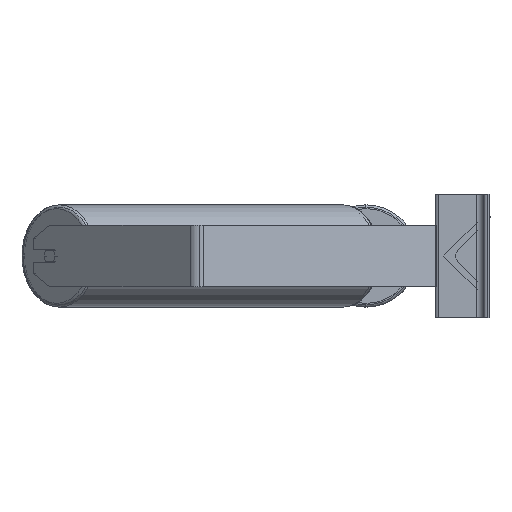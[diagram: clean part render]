
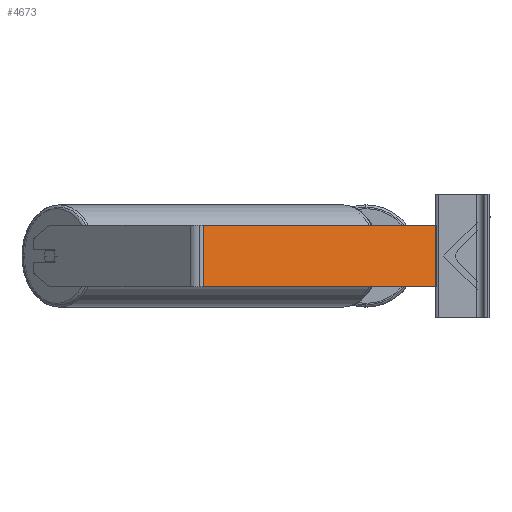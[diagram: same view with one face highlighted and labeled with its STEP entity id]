
A CAD part, left-side view. The second image highlights one B-rep face of the part: STEP entity #4673.
In plain terms, the highlighted planar face has unit normal (-0.94, -0.342, 0).
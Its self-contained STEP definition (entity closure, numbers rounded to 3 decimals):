
#47 = DIRECTION ( 'NONE',  ( -0.342, 0.94, 0. ) ) ;
#781 = DIRECTION ( 'NONE',  ( 0.94, 0.342, 0. ) ) ;
#1318 = LINE ( 'NONE', #9952, #11070 ) ;
#1381 = EDGE_CURVE ( 'NONE', #1988, #3093, #1318, .T. ) ;
#1498 = CARTESIAN_POINT ( 'NONE',  ( -897.904, 312.233, -40. ) ) ;
#1988 = VERTEX_POINT ( 'NONE', #2655 ) ;
#2060 = ORIENTED_EDGE ( 'NONE', *, *, #8957, .T. ) ;
#2522 = DIRECTION ( 'NONE',  ( 0., 0., -1. ) ) ;
#2592 = CARTESIAN_POINT ( 'NONE',  ( -901.391, 321.812, 40. ) ) ;
#2655 = CARTESIAN_POINT ( 'NONE',  ( -897.904, 312.233, 40. ) ) ;
#2923 = ORIENTED_EDGE ( 'NONE', *, *, #6674, .F. ) ;
#3090 = DIRECTION ( 'NONE',  ( 0.342, -0.94, 0. ) ) ;
#3093 = VERTEX_POINT ( 'NONE', #4885 ) ;
#3196 = VECTOR ( 'NONE', #6304, 1000. ) ;
#3498 = AXIS2_PLACEMENT_3D ( 'NONE', #2592, #781, #47 ) ;
#3507 = FACE_OUTER_BOUND ( 'NONE', #8714, .T. ) ;
#3616 = CARTESIAN_POINT ( 'NONE',  ( -897.904, 312.233, 40. ) ) ;
#4057 = CARTESIAN_POINT ( 'NONE',  ( -901.391, 321.812, -40. ) ) ;
#4160 = CARTESIAN_POINT ( 'NONE',  ( -787.518, 8.948, 40. ) ) ;
#4673 = ADVANCED_FACE ( 'NONE', ( #3507 ), #7946, .F. ) ;
#4885 = CARTESIAN_POINT ( 'NONE',  ( -787.518, 8.948, 40. ) ) ;
#4918 = VERTEX_POINT ( 'NONE', #6328 ) ;
#5064 = LINE ( 'NONE', #4160, #6415 ) ;
#5905 = ORIENTED_EDGE ( 'NONE', *, *, #1381, .F. ) ;
#6187 = LINE ( 'NONE', #3616, #3196 ) ;
#6304 = DIRECTION ( 'NONE',  ( 0., 0., -1. ) ) ;
#6328 = CARTESIAN_POINT ( 'NONE',  ( -787.518, 8.948, -40. ) ) ;
#6415 = VECTOR ( 'NONE', #2522, 1000. ) ;
#6674 = EDGE_CURVE ( 'NONE', #3093, #4918, #5064, .T. ) ;
#6814 = VECTOR ( 'NONE', #10324, 1000. ) ;
#7562 = VERTEX_POINT ( 'NONE', #1498 ) ;
#7946 = PLANE ( 'NONE',  #3498 ) ;
#8382 = LINE ( 'NONE', #4057, #6814 ) ;
#8714 = EDGE_LOOP ( 'NONE', ( #2060, #2923, #5905, #10074 ) ) ;
#8957 = EDGE_CURVE ( 'NONE', #7562, #4918, #8382, .T. ) ;
#9952 = CARTESIAN_POINT ( 'NONE',  ( -901.391, 321.812, 40. ) ) ;
#10074 = ORIENTED_EDGE ( 'NONE', *, *, #10195, .T. ) ;
#10195 = EDGE_CURVE ( 'NONE', #1988, #7562, #6187, .T. ) ;
#10324 = DIRECTION ( 'NONE',  ( 0.342, -0.94, 0. ) ) ;
#11070 = VECTOR ( 'NONE', #3090, 1000. ) ;
